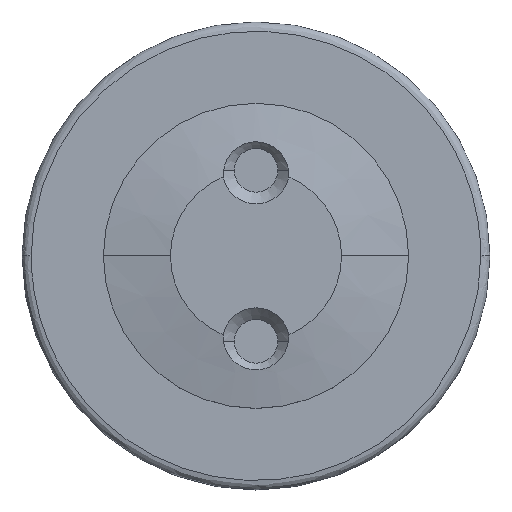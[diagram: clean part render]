
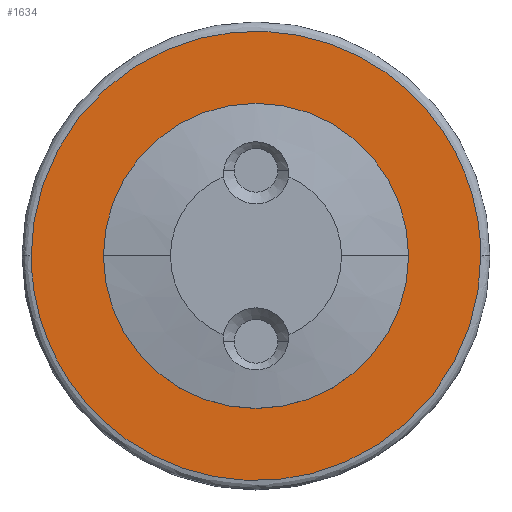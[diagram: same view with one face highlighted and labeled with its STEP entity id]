
A CAD part, top view. The second image highlights one B-rep face of the part: STEP entity #1634.
In plain terms, the highlighted planar face has unit normal (0, 0, 1).
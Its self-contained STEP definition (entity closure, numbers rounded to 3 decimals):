
#5 = EDGE_CURVE ( 'NONE', #169, #170, #1397, .T. ) ;
#7 = EDGE_CURVE ( 'NONE', #156, #157, #129, .T. ) ;
#78 = AXIS2_PLACEMENT_3D ( 'NONE', #224, #225, #226 ) ;
#87 = EDGE_CURVE ( 'NONE', #170, #169, #1474, .T. ) ;
#101 = EDGE_CURVE ( 'NONE', #157, #156, #132, .T. ) ;
#129 =( BOUNDED_CURVE ( )  B_SPLINE_CURVE ( 3, ( #160, #231, #232, #233 ),
 .UNSPECIFIED., .F., .T. ) 
 B_SPLINE_CURVE_WITH_KNOTS ( ( 4, 4 ),
 ( 0.25, 0.75 ),
 .UNSPECIFIED. ) 
 CURVE ( )  GEOMETRIC_REPRESENTATION_ITEM ( )  RATIONAL_B_SPLINE_CURVE ( ( 1., 0.333, 0.333, 1. ) ) 
 REPRESENTATION_ITEM ( '' )  );
#132 =( BOUNDED_CURVE ( )  B_SPLINE_CURVE ( 3, ( #672, #677, #678, #679 ),
 .UNSPECIFIED., .F., .T. ) 
 B_SPLINE_CURVE_WITH_KNOTS ( ( 4, 4 ),
 ( 0.75, 1.25 ),
 .UNSPECIFIED. ) 
 CURVE ( )  GEOMETRIC_REPRESENTATION_ITEM ( )  RATIONAL_B_SPLINE_CURVE ( ( 1., 0.333, 0.333, 1. ) ) 
 REPRESENTATION_ITEM ( '' )  );
#156 = VERTEX_POINT ( 'NONE', #777 ) ;
#157 = VERTEX_POINT ( 'NONE', #778 ) ;
#160 = CARTESIAN_POINT ( 'NONE',  ( -8.6, 70., 44.7 ) ) ;
#169 = VERTEX_POINT ( 'NONE', #774 ) ;
#170 = VERTEX_POINT ( 'NONE', #787 ) ;
#224 = CARTESIAN_POINT ( 'NONE',  ( 40., 70., 44.7 ) ) ;
#225 = DIRECTION ( 'NONE',  ( 0., 0., -1. ) ) ;
#226 = DIRECTION ( 'NONE',  ( -1., 0., 0. ) ) ;
#231 = CARTESIAN_POINT ( 'NONE',  ( -8.6, 167.2, 44.7 ) ) ;
#232 = CARTESIAN_POINT ( 'NONE',  ( 88.6, 167.2, 44.7 ) ) ;
#233 = CARTESIAN_POINT ( 'NONE',  ( 88.6, 70., 44.7 ) ) ;
#494 = CARTESIAN_POINT ( 'NONE',  ( 40., 70., 44.7 ) ) ;
#496 = DIRECTION ( 'NONE',  ( 0., 0., -1. ) ) ;
#497 = DIRECTION ( 'NONE',  ( -1., 0., 0. ) ) ;
#672 = CARTESIAN_POINT ( 'NONE',  ( 88.6, 70., 44.7 ) ) ;
#677 = CARTESIAN_POINT ( 'NONE',  ( 88.6, -27.2, 44.7 ) ) ;
#678 = CARTESIAN_POINT ( 'NONE',  ( -8.6, -27.2, 44.7 ) ) ;
#679 = CARTESIAN_POINT ( 'NONE',  ( -8.6, 70., 44.7 ) ) ;
#774 = CARTESIAN_POINT ( 'NONE',  ( 73., 70., 44.7 ) ) ;
#777 = CARTESIAN_POINT ( 'NONE',  ( -8.6, 70., 44.7 ) ) ;
#778 = CARTESIAN_POINT ( 'NONE',  ( 88.6, 70., 44.7 ) ) ;
#787 = CARTESIAN_POINT ( 'NONE',  ( 7., 70., 44.7 ) ) ;
#1173 = EDGE_LOOP ( 'NONE', ( #1369, #1370 ) ) ;
#1178 = EDGE_LOOP ( 'NONE', ( #1367, #1368 ) ) ;
#1367 = ORIENTED_EDGE ( 'NONE', *, *, #87, .T. ) ;
#1368 = ORIENTED_EDGE ( 'NONE', *, *, #5, .T. ) ;
#1369 = ORIENTED_EDGE ( 'NONE', *, *, #101, .F. ) ;
#1370 = ORIENTED_EDGE ( 'NONE', *, *, #7, .F. ) ;
#1397 = CIRCLE ( 'NONE', #78, 33. ) ;
#1474 = CIRCLE ( 'NONE', #1664, 33. ) ;
#1634 = ADVANCED_FACE ( 'NONE', ( #1956, #1954 ), #2075, .T. ) ;
#1664 = AXIS2_PLACEMENT_3D ( 'NONE', #494, #496, #497 ) ;
#1820 = AXIS2_PLACEMENT_3D ( 'NONE', #2071, #2083, #2084 ) ;
#1954 = FACE_OUTER_BOUND ( 'NONE', #1173, .T. ) ;
#1956 = FACE_BOUND ( 'NONE', #1178, .T. ) ;
#2071 = CARTESIAN_POINT ( 'NONE',  ( 40., 31., 44.7 ) ) ;
#2075 = PLANE ( 'NONE',  #1820 ) ;
#2083 = DIRECTION ( 'NONE',  ( 0., 0., 1. ) ) ;
#2084 = DIRECTION ( 'NONE',  ( 1., 0., 0. ) ) ;
